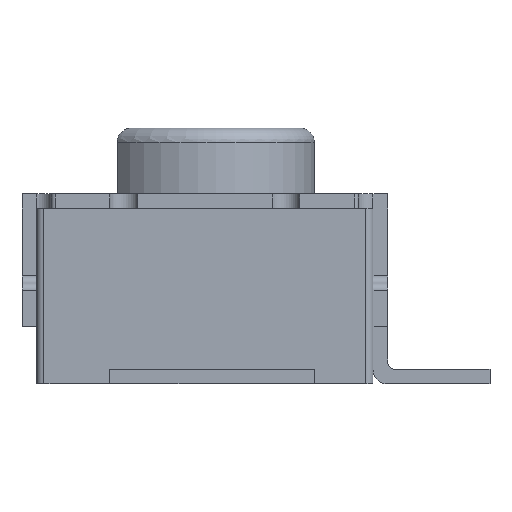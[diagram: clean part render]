
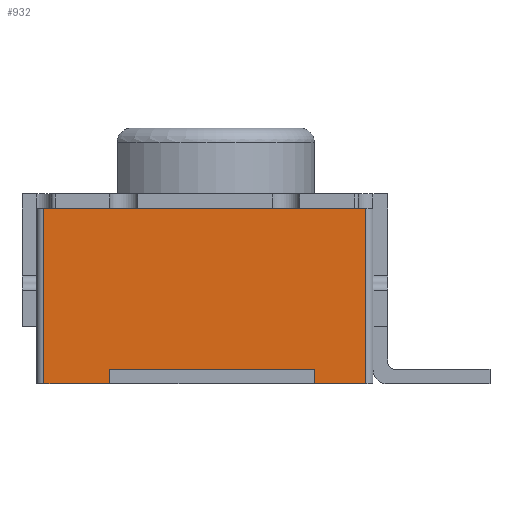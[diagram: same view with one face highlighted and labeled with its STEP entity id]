
A CAD part, left-side view. The second image highlights one B-rep face of the part: STEP entity #932.
In plain terms, the highlighted planar face has unit normal (-1, 0, 0).
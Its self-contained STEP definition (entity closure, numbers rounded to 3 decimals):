
#835=CARTESIAN_POINT('',(-1.5,1.1,0.0));
#836=VERTEX_POINT('',#835);
#844=CARTESIAN_POINT('',(-1.5,1.1,1.2));
#845=VERTEX_POINT('',#844);
#846=CARTESIAN_POINT('',(-1.5,1.1,0.0));
#847=DIRECTION('',(0.0,0.0,1.0));
#848=VECTOR('',#847,1.2);
#849=LINE('',#846,#848);
#850=EDGE_CURVE('',#836,#845,#849,.T.);
#870=CARTESIAN_POINT('',(-1.5,1.15,1.2));
#871=DIRECTION('',(-1.0,0.0,0.0));
#872=DIRECTION('',(0.0,0.0,1.0));
#873=AXIS2_PLACEMENT_3D('',#870,#871,#872);
#874=PLANE('',#873);
#875=ORIENTED_EDGE('',*,*,#850,.F.);
#876=CARTESIAN_POINT('',(-1.5,0.65,0.0));
#877=VERTEX_POINT('',#876);
#878=CARTESIAN_POINT('',(-1.5,1.1,0.0));
#879=DIRECTION('',(0.0,-1.0,0.0));
#880=VECTOR('',#879,0.45);
#881=LINE('',#878,#880);
#882=EDGE_CURVE('',#836,#877,#881,.T.);
#883=ORIENTED_EDGE('',*,*,#882,.T.);
#884=CARTESIAN_POINT('',(-1.5,0.65,0.1));
#885=VERTEX_POINT('',#884);
#886=CARTESIAN_POINT('',(-1.5,0.65,0.0));
#887=DIRECTION('',(0.0,0.0,1.0));
#888=VECTOR('',#887,0.1);
#889=LINE('',#886,#888);
#890=EDGE_CURVE('',#877,#885,#889,.T.);
#891=ORIENTED_EDGE('',*,*,#890,.T.);
#892=CARTESIAN_POINT('',(-1.5,-0.75,0.1));
#893=VERTEX_POINT('',#892);
#894=CARTESIAN_POINT('',(-1.5,0.65,0.1));
#895=DIRECTION('',(0.0,-1.0,0.0));
#896=VECTOR('',#895,1.4);
#897=LINE('',#894,#896);
#898=EDGE_CURVE('',#885,#893,#897,.T.);
#899=ORIENTED_EDGE('',*,*,#898,.T.);
#900=CARTESIAN_POINT('',(-1.5,-0.75,0.0));
#901=VERTEX_POINT('',#900);
#902=CARTESIAN_POINT('',(-1.5,-0.75,0.1));
#903=DIRECTION('',(0.0,0.0,-1.0));
#904=VECTOR('',#903,0.1);
#905=LINE('',#902,#904);
#906=EDGE_CURVE('',#893,#901,#905,.T.);
#907=ORIENTED_EDGE('',*,*,#906,.T.);
#908=CARTESIAN_POINT('',(-1.5,-1.1,0.0));
#909=VERTEX_POINT('',#908);
#910=CARTESIAN_POINT('',(-1.5,-0.75,0.0));
#911=DIRECTION('',(0.0,-1.0,0.0));
#912=VECTOR('',#911,0.35);
#913=LINE('',#910,#912);
#914=EDGE_CURVE('',#901,#909,#913,.T.);
#915=ORIENTED_EDGE('',*,*,#914,.T.);
#916=CARTESIAN_POINT('',(-1.5,-1.1,1.2));
#917=VERTEX_POINT('',#916);
#918=CARTESIAN_POINT('',(-1.5,-1.1,1.2));
#919=DIRECTION('',(0.0,0.0,-1.0));
#920=VECTOR('',#919,1.2);
#921=LINE('',#918,#920);
#922=EDGE_CURVE('',#917,#909,#921,.T.);
#923=ORIENTED_EDGE('',*,*,#922,.F.);
#924=CARTESIAN_POINT('',(-1.5,1.1,1.2));
#925=DIRECTION('',(0.0,-1.0,0.0));
#926=VECTOR('',#925,2.2);
#927=LINE('',#924,#926);
#928=EDGE_CURVE('',#845,#917,#927,.T.);
#929=ORIENTED_EDGE('',*,*,#928,.F.);
#930=EDGE_LOOP('',(#875,#883,#891,#899,#907,#915,#923,#929));
#931=FACE_OUTER_BOUND('',#930,.T.);
#932=ADVANCED_FACE('',(#931),#874,.T.);
